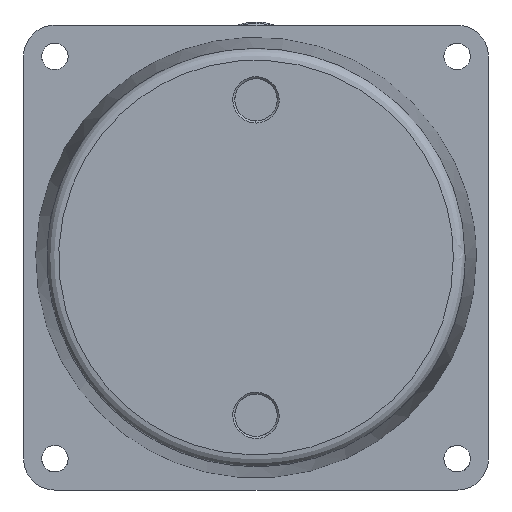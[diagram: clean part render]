
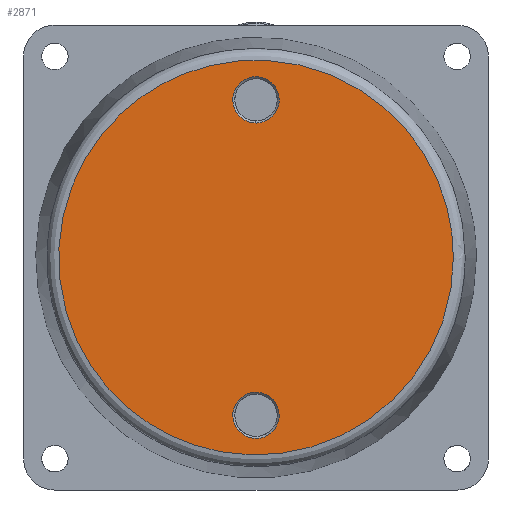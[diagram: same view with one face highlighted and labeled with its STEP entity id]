
A CAD part, left-side view. The second image highlights one B-rep face of the part: STEP entity #2871.
In plain terms, the highlighted free-form (B-spline) face has degree [1, 1] with [2, 2] control points.
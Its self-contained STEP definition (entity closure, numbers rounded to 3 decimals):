
#2840 = VERTEX_POINT('',#2841);
#2841 = CARTESIAN_POINT('',(-132.754,-5.215,
    14.155));
#2846 = EDGE_CURVE('',#2840,#2840,#2847,.T.);
#2847 = ( BOUNDED_CURVE() B_SPLINE_CURVE(2,(#2848,#2849,#2850,#2851,
#2852,#2853,#2854),.UNSPECIFIED.,.T.,.F.) B_SPLINE_CURVE_WITH_KNOTS((3,2
    ,2,3),(3.142,5.236,7.33,9.425),
.PIECEWISE_BEZIER_KNOTS.) CURVE() GEOMETRIC_REPRESENTATION_ITEM() 
RATIONAL_B_SPLINE_CURVE((1.,0.5,1.,0.5,1.,0.5,1.)) REPRESENTATION_ITEM(
  '') );
#2848 = CARTESIAN_POINT('',(-132.754,-5.215,
    14.155));
#2849 = CARTESIAN_POINT('',(-132.754,-5.215,
    23.852));
#2850 = CARTESIAN_POINT('',(-132.754,3.182,
    19.004));
#2851 = CARTESIAN_POINT('',(-132.754,11.579,
    14.155));
#2852 = CARTESIAN_POINT('',(-132.754,3.182,9.307
    ));
#2853 = CARTESIAN_POINT('',(-132.754,-5.215,
    4.459));
#2854 = CARTESIAN_POINT('',(-132.754,-5.215,
    14.155));
#2871 = ADVANCED_FACE('',(#2872,#2886,#2900),#2903,.F.);
#2872 = FACE_BOUND('',#2873,.T.);
#2873 = EDGE_LOOP('',(#2874));
#2874 = ORIENTED_EDGE('',*,*,#2875,.F.);
#2875 = EDGE_CURVE('',#2876,#2876,#2878,.T.);
#2876 = VERTEX_POINT('',#2877);
#2877 = CARTESIAN_POINT('',(-132.754,-47.332,
    52.289));
#2878 = ( BOUNDED_CURVE() B_SPLINE_CURVE(2,(#2879,#2880,#2881,#2882,
#2883,#2884,#2885),.UNSPECIFIED.,.T.,.F.) B_SPLINE_CURVE_WITH_KNOTS((3,2
    ,2,3),(3.142,5.236,7.33,9.425),
.PIECEWISE_BEZIER_KNOTS.) CURVE() GEOMETRIC_REPRESENTATION_ITEM() 
RATIONAL_B_SPLINE_CURVE((1.,0.5,1.,0.5,1.,0.5,1.)) REPRESENTATION_ITEM(
  '') );
#2879 = CARTESIAN_POINT('',(-132.754,-47.332,
    52.289));
#2880 = CARTESIAN_POINT('',(-132.754,-47.332,
    -30.355));
#2881 = CARTESIAN_POINT('',(-132.754,24.24,
    10.967));
#2882 = CARTESIAN_POINT('',(-132.754,95.812,
    52.289));
#2883 = CARTESIAN_POINT('',(-132.754,24.24,
    93.611));
#2884 = CARTESIAN_POINT('',(-132.754,-47.332,
    134.933));
#2885 = CARTESIAN_POINT('',(-132.754,-47.332,
    52.289));
#2886 = FACE_BOUND('',#2887,.T.);
#2887 = EDGE_LOOP('',(#2888));
#2888 = ORIENTED_EDGE('',*,*,#2889,.F.);
#2889 = EDGE_CURVE('',#2890,#2890,#2892,.T.);
#2890 = VERTEX_POINT('',#2891);
#2891 = CARTESIAN_POINT('',(-132.754,-5.215,
    90.423));
#2892 = ( BOUNDED_CURVE() B_SPLINE_CURVE(2,(#2893,#2894,#2895,#2896,
#2897,#2898,#2899),.UNSPECIFIED.,.T.,.F.) B_SPLINE_CURVE_WITH_KNOTS((3,2
    ,2,3),(3.142,5.236,7.33,9.425),
.PIECEWISE_BEZIER_KNOTS.) CURVE() GEOMETRIC_REPRESENTATION_ITEM() 
RATIONAL_B_SPLINE_CURVE((1.,0.5,1.,0.5,1.,0.5,1.)) REPRESENTATION_ITEM(
  '') );
#2893 = CARTESIAN_POINT('',(-132.754,-5.215,
    90.423));
#2894 = CARTESIAN_POINT('',(-132.754,-5.215,
    100.119));
#2895 = CARTESIAN_POINT('',(-132.754,3.182,
    95.271));
#2896 = CARTESIAN_POINT('',(-132.754,11.579,
    90.423));
#2897 = CARTESIAN_POINT('',(-132.754,3.182,
    85.575));
#2898 = CARTESIAN_POINT('',(-132.754,-5.215,
    80.727));
#2899 = CARTESIAN_POINT('',(-132.754,-5.215,
    90.423));
#2900 = FACE_BOUND('',#2901,.T.);
#2901 = EDGE_LOOP('',(#2902));
#2902 = ORIENTED_EDGE('',*,*,#2846,.F.);
#2903 = B_SPLINE_SURFACE_WITH_KNOTS('',1,1,(
    (#2904,#2905)
    ,(#2906,#2907
    )),.UNSPECIFIED.,.F.,.F.,.F.,(2,2),(2,2),(-50.05,
    50.05),(-50.05,50.05),
  .PIECEWISE_BEZIER_KNOTS.);
#2904 = CARTESIAN_POINT('',(-132.754,48.098,
    100.004));
#2905 = CARTESIAN_POINT('',(-132.754,48.098,
    4.575));
#2906 = CARTESIAN_POINT('',(-132.754,-47.332,
    100.004));
#2907 = CARTESIAN_POINT('',(-132.754,-47.332,
    4.575));
